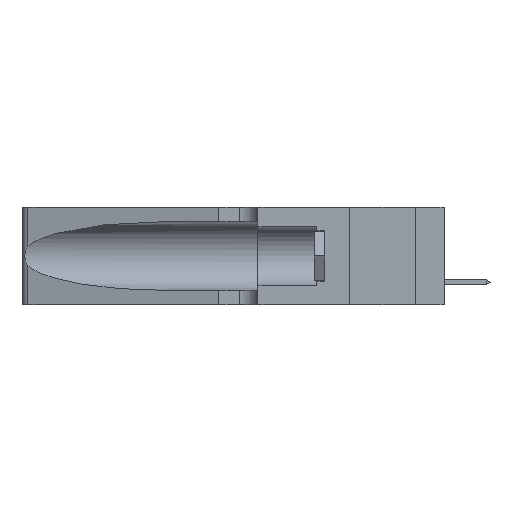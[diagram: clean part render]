
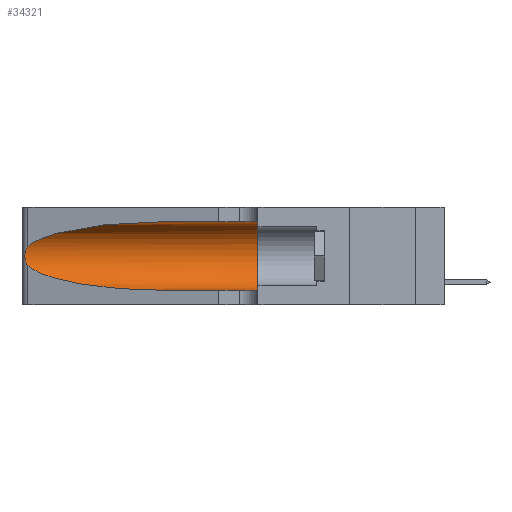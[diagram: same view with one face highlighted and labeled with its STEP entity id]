
A CAD part, left-side view. The second image highlights one B-rep face of the part: STEP entity #34321.
In plain terms, the highlighted cylindrical face has radius 3.308 mm (diameter 6.617 mm), a partial arc.
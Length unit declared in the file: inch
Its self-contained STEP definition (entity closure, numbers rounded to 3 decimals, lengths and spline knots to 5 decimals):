
#44 = ORIENTED_EDGE ( 'NONE', *, *, #27203, .T. ) ;
#469 = VECTOR ( 'NONE', #50529, 39.37008 ) ;
#604 = CARTESIAN_POINT ( 'NONE',  ( 0.26018, 1.23835, 0.19895 ) ) ;
#2080 = CARTESIAN_POINT ( 'NONE',  ( 0.18966, 0.96281, 0.05475 ) ) ;
#3939 = CARTESIAN_POINT ( 'NONE',  ( 0.1305, 0.72297, 0.31525 ) ) ;
#5519 = VERTEX_POINT ( 'NONE', #21144 ) ;
#6242 = CARTESIAN_POINT ( 'NONE',  ( 0.1305, 0.72297, 0.31525 ) ) ;
#6897 = VERTEX_POINT ( 'NONE', #10260 ) ;
#8143 = ORIENTED_EDGE ( 'NONE', *, *, #9184, .T. ) ;
#8485 = AXIS2_PLACEMENT_3D ( 'NONE', #24083, #32059, #48005 ) ;
#8526 = LINE ( 'NONE', #30795, #469 ) ;
#8543 = CARTESIAN_POINT ( 'NONE',  ( 0.25856, 1.23593, 0.16098 ) ) ;
#9031 = CARTESIAN_POINT ( 'NONE',  ( 0.25639, 1.23184, 0.21858 ) ) ;
#9094 = ORIENTED_EDGE ( 'NONE', *, *, #41427, .T. ) ;
#9184 = EDGE_CURVE ( 'NONE', #24760, #50945, #35152, .T. ) ;
#10260 = CARTESIAN_POINT ( 'NONE',  ( 0.1305, 0.35, 0.05475 ) ) ;
#10442 = AXIS2_PLACEMENT_3D ( 'NONE', #13297, #16645, #41078 ) ;
#11820 = CYLINDRICAL_SURFACE ( 'NONE', #8485, 0.13025 ) ;
#12010 = VECTOR ( 'NONE', #20165, 39.37008 ) ;
#12502 = CARTESIAN_POINT ( 'NONE',  ( 0.25789, 1.23486, 0.15765 ) ) ;
#13116 = ORIENTED_EDGE ( 'NONE', *, *, #49663, .F. ) ;
#13297 = CARTESIAN_POINT ( 'NONE',  ( 0.1305, 0.35, 0.185 ) ) ;
#14189 = EDGE_CURVE ( 'NONE', #50945, #45041, #31314, .T. ) ;
#16645 = DIRECTION ( 'NONE',  ( 0., 1., 0. ) ) ;
#17716 = CARTESIAN_POINT ( 'NONE',  ( 0.25487, 1.22718, 0.14631 ) ) ;
#20090 = CARTESIAN_POINT ( 'NONE',  ( 0.25487, 1.22718, 0.22369 ) ) ;
#20165 = DIRECTION ( 'NONE',  ( 0., -1., 0. ) ) ;
#20282 = CARTESIAN_POINT ( 'NONE',  ( 0.1305, 0.72297, 0.05475 ) ) ;
#20337 = CARTESIAN_POINT ( 'NONE',  ( 0.25787, 1.23484, 0.2124 ) ) ;
#20512 = CARTESIAN_POINT ( 'NONE',  ( 0.1305, 1.61858, 0.05475 ) ) ;
#20913 = EDGE_CURVE ( 'NONE', #5519, #6897, #31978, .T. ) ;
#21144 = CARTESIAN_POINT ( 'NONE',  ( 0.1305, 0.35, 0.31525 ) ) ;
#21473 = CARTESIAN_POINT ( 'NONE',  ( 0.25487, 1.22718, 0.14631 ) ) ;
#24083 = CARTESIAN_POINT ( 'NONE',  ( 0.1305, 1.61858, 0.185 ) ) ;
#24243 = VERTEX_POINT ( 'NONE', #20282 ) ;
#24351 = CARTESIAN_POINT ( 'NONE',  ( 0.25854, 1.2359, 0.20912 ) ) ;
#24760 = VERTEX_POINT ( 'NONE', #6242 ) ;
#25796 = CARTESIAN_POINT ( 'NONE',  ( 0.2373, 1.15595, 0.08982 ) ) ;
#27203 = EDGE_CURVE ( 'NONE', #24243, #6897, #44946, .T. ) ;
#28302 = CARTESIAN_POINT ( 'NONE',  ( 0.26075, 1.23896, 0.178 ) ) ;
#28461 = CARTESIAN_POINT ( 'NONE',  ( 0.26075, 1.23896, 0.19203 ) ) ;
#28804 = CARTESIAN_POINT ( 'NONE',  ( 0.25487, 1.22718, 0.22369 ) ) ;
#28861 = EDGE_LOOP ( 'NONE', ( #8143, #43303, #9094, #44, #41670, #13116 ) ) ;
#29795 = CARTESIAN_POINT ( 'NONE',  ( 0.1305, 0.72297, 0.05475 ) ) ;
#29864 = FACE_OUTER_BOUND ( 'NONE', #28861, .T. ) ;
#30795 = CARTESIAN_POINT ( 'NONE',  ( 0.1305, 1.61858, 0.31525 ) ) ;
#31314 = B_SPLINE_CURVE_WITH_KNOTS ( 'NONE', 3,
 ( #28804, #44113, #9031, #20337, #24351, #604, #28461, #28302, #32332, #8543, #12502, #48766, #44969, #17716 ),
 .UNSPECIFIED., .F., .F.,
 ( 4, 2, 2, 2, 2, 2, 4 ),
 ( 0., 0.00027, 0.00053, 0.00107, 0.0016, 0.00187, 0.00214 ),
 .UNSPECIFIED. ) ;
#31978 = CIRCLE ( 'NONE', #10442, 0.13025 ) ;
#32059 = DIRECTION ( 'NONE',  ( 0., -1., 0. ) ) ;
#32332 = CARTESIAN_POINT ( 'NONE',  ( 0.26017, 1.23833, 0.17102 ) ) ;
#34321 = ADVANCED_FACE ( 'NONE', ( #29864 ), #11820, .F. ) ;
#34492 =( BOUNDED_CURVE ( )  B_SPLINE_CURVE ( 3, ( #21473, #25796, #2080, #29795 ),
 .UNSPECIFIED., .F., .F. ) 
 B_SPLINE_CURVE_WITH_KNOTS ( ( 4, 4 ),
 ( 3.44316, 4.71239 ),
 .UNSPECIFIED. ) 
 CURVE ( )  GEOMETRIC_REPRESENTATION_ITEM ( )  RATIONAL_B_SPLINE_CURVE ( ( 1., 0.87, 0.87, 1. ) ) 
 REPRESENTATION_ITEM ( '' )  );
#35152 =( BOUNDED_CURVE ( )  B_SPLINE_CURVE ( 3, ( #3939, #40654, #44812, #37198 ),
 .UNSPECIFIED., .F., .F. ) 
 B_SPLINE_CURVE_WITH_KNOTS ( ( 4, 4 ),
 ( 1.5708, 2.84003 ),
 .UNSPECIFIED. ) 
 CURVE ( )  GEOMETRIC_REPRESENTATION_ITEM ( )  RATIONAL_B_SPLINE_CURVE ( ( 1., 0.87, 0.87, 1. ) ) 
 REPRESENTATION_ITEM ( '' )  );
#37198 = CARTESIAN_POINT ( 'NONE',  ( 0.25487, 1.22718, 0.22369 ) ) ;
#40654 = CARTESIAN_POINT ( 'NONE',  ( 0.18966, 0.96281, 0.31525 ) ) ;
#41078 = DIRECTION ( 'NONE',  ( 0., 0., 1. ) ) ;
#41427 = EDGE_CURVE ( 'NONE', #45041, #24243, #34492, .T. ) ;
#41670 = ORIENTED_EDGE ( 'NONE', *, *, #20913, .F. ) ;
#43303 = ORIENTED_EDGE ( 'NONE', *, *, #14189, .T. ) ;
#43342 = CARTESIAN_POINT ( 'NONE',  ( 0.25487, 1.22718, 0.14631 ) ) ;
#44113 = CARTESIAN_POINT ( 'NONE',  ( 0.25555, 1.22994, 0.2215 ) ) ;
#44812 = CARTESIAN_POINT ( 'NONE',  ( 0.2373, 1.15595, 0.28018 ) ) ;
#44946 = LINE ( 'NONE', #20512, #12010 ) ;
#44969 = CARTESIAN_POINT ( 'NONE',  ( 0.25555, 1.22993, 0.14849 ) ) ;
#45041 = VERTEX_POINT ( 'NONE', #43342 ) ;
#48005 = DIRECTION ( 'NONE',  ( 0., 0., -1. ) ) ;
#48766 = CARTESIAN_POINT ( 'NONE',  ( 0.25639, 1.23186, 0.15144 ) ) ;
#49663 = EDGE_CURVE ( 'NONE', #24760, #5519, #8526, .T. ) ;
#50529 = DIRECTION ( 'NONE',  ( 0., -1., 0. ) ) ;
#50945 = VERTEX_POINT ( 'NONE', #20090 ) ;
